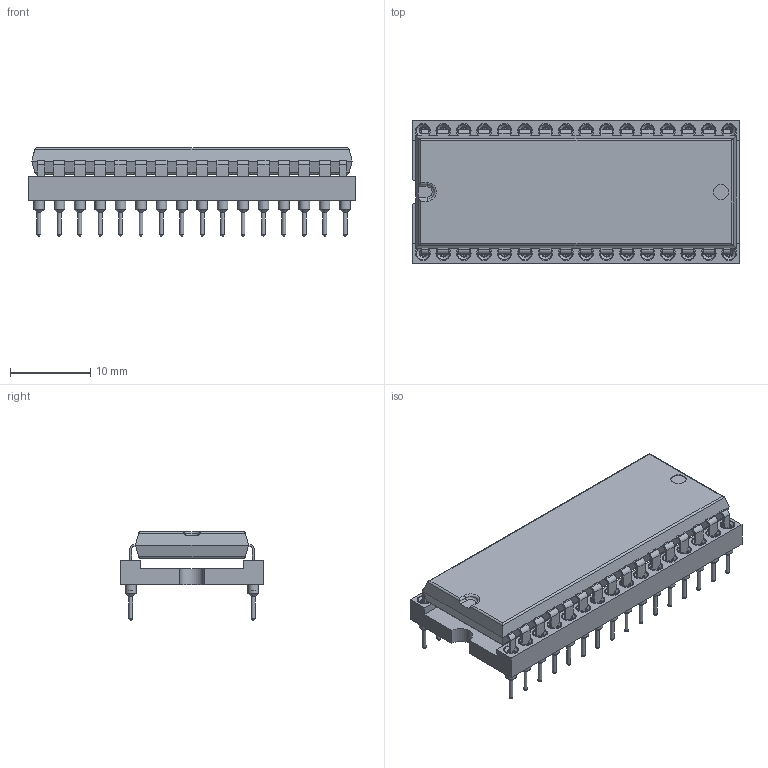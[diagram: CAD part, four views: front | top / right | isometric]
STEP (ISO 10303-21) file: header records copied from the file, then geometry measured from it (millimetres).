
FILE_DESCRIPTION(('STEP AP214'), '1');
FILE_NAME('DIP on SCxM', '', ('UNSPECIFIED'), ('UNSPECIFIED'), 'ASCON STEP Converter 1.6', 'ASCON Math Kernel', '');
FILE_SCHEMA(('AUTOMOTIVE_DESIGN { 1 0 10303 214 3 1 1}'));
Length unit declared in the file: millimetre
Products named in the file (3): SCLM; DIP
Assembly tree (2 placements, depth 2):
  (unnamed)
    SCLM
    DIP
Bounding box: 40.64 x 17.78 x 11 mm (x, y, z)
Volume: 2529.5 mm3; surface area: 4870.7 mm2
Topology: 98 solids, 98 shells, 1831 faces, 4245 edges, 2580 vertices
Faces by surface type: plane 1076, cone 384, cylinder 337, sphere 32, torus 2
Full cylindrical faces by diameter (mm): 0.48 x32, 0.8 x32, 1 x64, 1.32 x64, 1.83 x64, 1.9 x1, 2.8 x2
Entity records: 68883 total; most frequent: CARTESIAN_POINT 13786, DIRECTION 8359, ORIENTED_EDGE 7524, EDGE_CURVE 3762, AXIS2_PLACEMENT_3D 3289, VERTEX_POINT 2516, EDGE_LOOP 2350, COLOUR_RGB 1929
